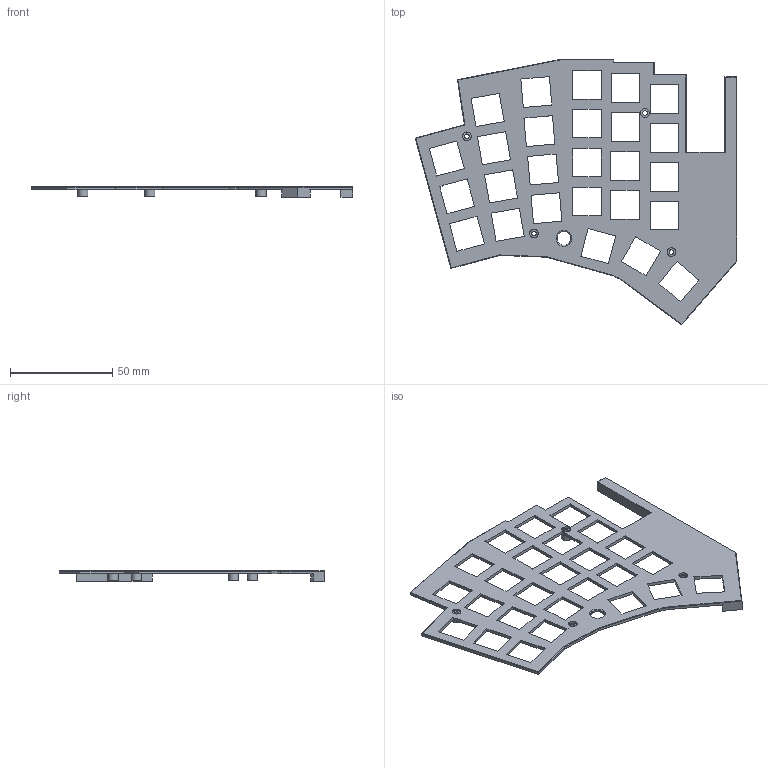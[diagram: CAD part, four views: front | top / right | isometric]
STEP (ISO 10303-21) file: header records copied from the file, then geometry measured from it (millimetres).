
FILE_DESCRIPTION(/* description */ ('KiCad electronic assembly'),/* implementation_level */ '2;1');
FILE_NAME(/* name */ 'Phanny L Plate Button.step',/* time_stamp */ '2025-12-30T12:34:53-08:00',/* author */ (''),/* organization */ (''),/* preprocessor_version */ 'ST-DEVELOPER v20.1',/* originating_system */ 'Autodesk Translation Framework v14.21.0.0',/* authorisation */ '');
FILE_SCHEMA (('AUTOMOTIVE_DESIGN { 1 0 10303 214 3 1 1 }'));
Length unit declared in the file: millimetre
Products named in the file (1): both PlatesCOMp 1
Bounding box: 157.57 x 130.13 x 5.36 mm (x, y, z)
Volume: 13601 mm3; surface area: 21740.1 mm2
Topology: 1 solids, 1 shells, 227 faces, 627 edges, 410 vertices
Faces by surface type: plane 209, cylinder 16, cone 2
Full cylindrical faces by diameter (mm): 2.25 x4, 4.25 x4, 5 x4, 6.75 x1
Entity records: 7228 total; most frequent: CARTESIAN_POINT 1265, ORIENTED_EDGE 1254, DIRECTION 1116, EDGE_CURVE 627, LINE 594, VECTOR 594, VERTEX_POINT 410, EDGE_LOOP 297
